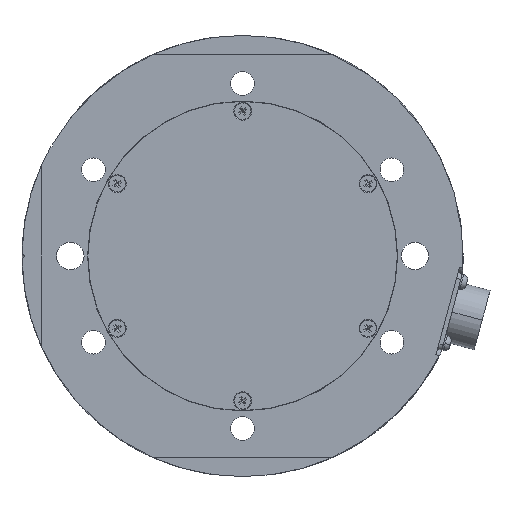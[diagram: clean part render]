
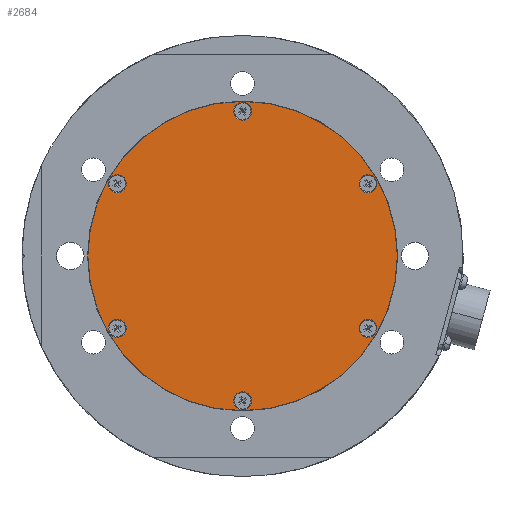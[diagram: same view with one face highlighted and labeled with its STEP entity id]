
A CAD part, front view. The second image highlights one B-rep face of the part: STEP entity #2684.
In plain terms, the highlighted planar face has unit normal (0, -1, 0).
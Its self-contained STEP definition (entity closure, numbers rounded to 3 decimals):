
#389 = DIRECTION ( 'NONE',  ( -1., 0., 0. ) ) ;
#559 = EDGE_LOOP ( 'NONE', ( #39436, #46384 ) ) ;
#2138 = CARTESIAN_POINT ( 'NONE',  ( -45.466, -34.5, -26.25 ) ) ;
#2253 = FACE_BOUND ( 'NONE', #50551, .T. ) ;
#2684 = ADVANCED_FACE ( 'NONE', ( #58228, #2253, #14841, #42678, #54881, #40999, #27056 ), #62274, .T. ) ;
#3775 = AXIS2_PLACEMENT_3D ( 'NONE', #56764, #25430, #62075 ) ;
#4125 = CIRCLE ( 'NONE', #50359, 3.25 ) ;
#4290 = EDGE_LOOP ( 'NONE', ( #57020, #32749 ) ) ;
#4601 = VERTEX_POINT ( 'NONE', #50981 ) ;
#4927 = EDGE_CURVE ( 'NONE', #16936, #24621, #57715, .T. ) ;
#5094 = CIRCLE ( 'NONE', #11762, 3.25 ) ;
#5999 = DIRECTION ( 'NONE',  ( 0., -1., 0. ) ) ;
#6088 = CARTESIAN_POINT ( 'NONE',  ( -42.216, -34.5, -26.25 ) ) ;
#6172 = ORIENTED_EDGE ( 'NONE', *, *, #42164, .F. ) ;
#6602 = DIRECTION ( 'NONE',  ( 0., -1., 0. ) ) ;
#7454 = AXIS2_PLACEMENT_3D ( 'NONE', #38064, #6602, #43416 ) ;
#7503 = DIRECTION ( 'NONE',  ( -1., 0., 0. ) ) ;
#7792 = CIRCLE ( 'NONE', #16577, 3.25 ) ;
#8303 = EDGE_CURVE ( 'NONE', #4601, #15223, #44261, .T. ) ;
#8356 = DIRECTION ( 'NONE',  ( 0., -1., 0. ) ) ;
#9336 = ORIENTED_EDGE ( 'NONE', *, *, #40680, .F. ) ;
#10669 = CIRCLE ( 'NONE', #19256, 3.25 ) ;
#11003 = CARTESIAN_POINT ( 'NONE',  ( -48.716, -34.5, 26.25 ) ) ;
#11762 = AXIS2_PLACEMENT_3D ( 'NONE', #56308, #24971, #61596 ) ;
#12177 = CIRCLE ( 'NONE', #7454, 3.25 ) ;
#12676 = CARTESIAN_POINT ( 'NONE',  ( 56.1, -34.5, 0. ) ) ;
#14229 = CARTESIAN_POINT ( 'NONE',  ( 0., -34.5, -52.5 ) ) ;
#14253 = CARTESIAN_POINT ( 'NONE',  ( 3.25, -34.5, 52.5 ) ) ;
#14683 = DIRECTION ( 'NONE',  ( 0., -1., 0. ) ) ;
#14841 = FACE_BOUND ( 'NONE', #54443, .T. ) ;
#14957 = AXIS2_PLACEMENT_3D ( 'NONE', #2138, #38952, #7503 ) ;
#15055 = AXIS2_PLACEMENT_3D ( 'NONE', #18352, #54889, #23613 ) ;
#15223 = VERTEX_POINT ( 'NONE', #57912 ) ;
#15265 = EDGE_CURVE ( 'NONE', #20062, #43216, #33119, .T. ) ;
#15688 = CARTESIAN_POINT ( 'NONE',  ( -48.716, -34.5, -26.25 ) ) ;
#16577 = AXIS2_PLACEMENT_3D ( 'NONE', #63394, #31982, #389 ) ;
#16936 = VERTEX_POINT ( 'NONE', #64033 ) ;
#17478 = DIRECTION ( 'NONE',  ( 0., -1., 0. ) ) ;
#17669 = AXIS2_PLACEMENT_3D ( 'NONE', #48848, #17478, #54059 ) ;
#18352 = CARTESIAN_POINT ( 'NONE',  ( 45.466, -34.5, -26.25 ) ) ;
#18384 = DIRECTION ( 'NONE',  ( 0., -1., 0. ) ) ;
#19256 = AXIS2_PLACEMENT_3D ( 'NONE', #21537, #58063, #26672 ) ;
#19527 = DIRECTION ( 'NONE',  ( -1., 0., 0. ) ) ;
#20062 = VERTEX_POINT ( 'NONE', #25168 ) ;
#21537 = CARTESIAN_POINT ( 'NONE',  ( 0., -34.5, 52.5 ) ) ;
#21697 = EDGE_CURVE ( 'NONE', #15223, #4601, #67001, .T. ) ;
#21876 = ORIENTED_EDGE ( 'NONE', *, *, #67201, .F. ) ;
#23391 = EDGE_CURVE ( 'NONE', #48455, #66520, #35877, .T. ) ;
#23613 = DIRECTION ( 'NONE',  ( -1., 0., 0. ) ) ;
#23751 = ORIENTED_EDGE ( 'NONE', *, *, #8303, .F. ) ;
#24621 = VERTEX_POINT ( 'NONE', #12676 ) ;
#24971 = DIRECTION ( 'NONE',  ( 0., -1., 0. ) ) ;
#25107 = CARTESIAN_POINT ( 'NONE',  ( 3.25, -34.5, -52.5 ) ) ;
#25168 = CARTESIAN_POINT ( 'NONE',  ( -42.216, -34.5, 26.25 ) ) ;
#25430 = DIRECTION ( 'NONE',  ( 0., -1., 0. ) ) ;
#26672 = DIRECTION ( 'NONE',  ( -1., 0., 0. ) ) ;
#27056 = FACE_OUTER_BOUND ( 'NONE', #53084, .T. ) ;
#27577 = ORIENTED_EDGE ( 'NONE', *, *, #4927, .T. ) ;
#27912 = DIRECTION ( 'NONE',  ( 0., -1., 0. ) ) ;
#28703 = EDGE_CURVE ( 'NONE', #43216, #20062, #7792, .T. ) ;
#29807 = CARTESIAN_POINT ( 'NONE',  ( 0., -34.5, 52.5 ) ) ;
#30851 = CARTESIAN_POINT ( 'NONE',  ( -3.25, -34.5, 52.5 ) ) ;
#30999 = CIRCLE ( 'NONE', #3775, 56.1 ) ;
#31914 = EDGE_CURVE ( 'NONE', #50109, #43120, #5094, .T. ) ;
#31982 = DIRECTION ( 'NONE',  ( 0., -1., 0. ) ) ;
#32749 = ORIENTED_EDGE ( 'NONE', *, *, #15265, .F. ) ;
#33119 = CIRCLE ( 'NONE', #36850, 3.25 ) ;
#35133 = DIRECTION ( 'NONE',  ( -1., 0., 0. ) ) ;
#35459 = VERTEX_POINT ( 'NONE', #30851 ) ;
#35815 = AXIS2_PLACEMENT_3D ( 'NONE', #39811, #8356, #45143 ) ;
#35877 = CIRCLE ( 'NONE', #15055, 3.25 ) ;
#36850 = AXIS2_PLACEMENT_3D ( 'NONE', #37495, #5999, #42826 ) ;
#37495 = CARTESIAN_POINT ( 'NONE',  ( -45.466, -34.5, 26.25 ) ) ;
#38064 = CARTESIAN_POINT ( 'NONE',  ( 45.466, -34.5, -26.25 ) ) ;
#38952 = DIRECTION ( 'NONE',  ( 0., -1., 0. ) ) ;
#39436 = ORIENTED_EDGE ( 'NONE', *, *, #44361, .F. ) ;
#39811 = CARTESIAN_POINT ( 'NONE',  ( 0., -34.5, 0. ) ) ;
#39880 = CIRCLE ( 'NONE', #14957, 3.25 ) ;
#40680 = EDGE_CURVE ( 'NONE', #35459, #53494, #4125, .T. ) ;
#40999 = FACE_BOUND ( 'NONE', #559, .T. ) ;
#42164 = EDGE_CURVE ( 'NONE', #53494, #35459, #10669, .T. ) ;
#42624 = CIRCLE ( 'NONE', #52676, 3.25 ) ;
#42678 = FACE_BOUND ( 'NONE', #53262, .T. ) ;
#42826 = DIRECTION ( 'NONE',  ( -1., 0., 0. ) ) ;
#43120 = VERTEX_POINT ( 'NONE', #15688 ) ;
#43216 = VERTEX_POINT ( 'NONE', #11003 ) ;
#43416 = DIRECTION ( 'NONE',  ( -1., 0., 0. ) ) ;
#43450 = EDGE_CURVE ( 'NONE', #58887, #49432, #44159, .T. ) ;
#43845 = AXIS2_PLACEMENT_3D ( 'NONE', #56060, #18384, #46494 ) ;
#44159 = CIRCLE ( 'NONE', #67982, 3.25 ) ;
#44261 = CIRCLE ( 'NONE', #17669, 3.25 ) ;
#44361 = EDGE_CURVE ( 'NONE', #43120, #50109, #39880, .T. ) ;
#45143 = DIRECTION ( 'NONE',  ( -1., 0., 0. ) ) ;
#46026 = CARTESIAN_POINT ( 'NONE',  ( 0., -34.5, -52.5 ) ) ;
#46384 = ORIENTED_EDGE ( 'NONE', *, *, #31914, .F. ) ;
#46494 = DIRECTION ( 'NONE',  ( -1., 0., 0. ) ) ;
#47473 = AXIS2_PLACEMENT_3D ( 'NONE', #59291, #27912, #64590 ) ;
#47487 = CARTESIAN_POINT ( 'NONE',  ( 42.216, -34.5, -26.25 ) ) ;
#48455 = VERTEX_POINT ( 'NONE', #47487 ) ;
#48602 = ORIENTED_EDGE ( 'NONE', *, *, #23391, .F. ) ;
#48848 = CARTESIAN_POINT ( 'NONE',  ( 45.466, -34.5, 26.25 ) ) ;
#49432 = VERTEX_POINT ( 'NONE', #25107 ) ;
#50109 = VERTEX_POINT ( 'NONE', #6088 ) ;
#50359 = AXIS2_PLACEMENT_3D ( 'NONE', #29807, #66540, #35133 ) ;
#50551 = EDGE_LOOP ( 'NONE', ( #48602, #21876 ) ) ;
#50807 = ORIENTED_EDGE ( 'NONE', *, *, #53636, .T. ) ;
#50889 = DIRECTION ( 'NONE',  ( 0., -1., 0. ) ) ;
#50981 = CARTESIAN_POINT ( 'NONE',  ( 42.216, -34.5, 26.25 ) ) ;
#51276 = ORIENTED_EDGE ( 'NONE', *, *, #21697, .F. ) ;
#51298 = DIRECTION ( 'NONE',  ( -1., 0., 0. ) ) ;
#51380 = ORIENTED_EDGE ( 'NONE', *, *, #43450, .F. ) ;
#52676 = AXIS2_PLACEMENT_3D ( 'NONE', #46026, #14683, #51298 ) ;
#53084 = EDGE_LOOP ( 'NONE', ( #50807, #27577 ) ) ;
#53262 = EDGE_LOOP ( 'NONE', ( #9336, #6172 ) ) ;
#53321 = CARTESIAN_POINT ( 'NONE',  ( -3.25, -34.5, -52.5 ) ) ;
#53494 = VERTEX_POINT ( 'NONE', #14253 ) ;
#53605 = ORIENTED_EDGE ( 'NONE', *, *, #62856, .F. ) ;
#53636 = EDGE_CURVE ( 'NONE', #24621, #16936, #30999, .T. ) ;
#54059 = DIRECTION ( 'NONE',  ( -1., 0., 0. ) ) ;
#54443 = EDGE_LOOP ( 'NONE', ( #23751, #51276 ) ) ;
#54714 = EDGE_LOOP ( 'NONE', ( #51380, #53605 ) ) ;
#54881 = FACE_BOUND ( 'NONE', #4290, .T. ) ;
#54889 = DIRECTION ( 'NONE',  ( 0., -1., 0. ) ) ;
#56060 = CARTESIAN_POINT ( 'NONE',  ( 0., -34.5, 0. ) ) ;
#56308 = CARTESIAN_POINT ( 'NONE',  ( -45.466, -34.5, -26.25 ) ) ;
#56764 = CARTESIAN_POINT ( 'NONE',  ( 0., -34.5, 0. ) ) ;
#57020 = ORIENTED_EDGE ( 'NONE', *, *, #28703, .F. ) ;
#57715 = CIRCLE ( 'NONE', #35815, 56.1 ) ;
#57912 = CARTESIAN_POINT ( 'NONE',  ( 48.716, -34.5, 26.25 ) ) ;
#58063 = DIRECTION ( 'NONE',  ( 0., -1., 0. ) ) ;
#58146 = CARTESIAN_POINT ( 'NONE',  ( 48.716, -34.5, -26.25 ) ) ;
#58228 = FACE_BOUND ( 'NONE', #54714, .T. ) ;
#58887 = VERTEX_POINT ( 'NONE', #53321 ) ;
#59291 = CARTESIAN_POINT ( 'NONE',  ( 45.466, -34.5, 26.25 ) ) ;
#61596 = DIRECTION ( 'NONE',  ( -1., 0., 0. ) ) ;
#62075 = DIRECTION ( 'NONE',  ( -1., 0., 0. ) ) ;
#62274 = PLANE ( 'NONE',  #43845 ) ;
#62856 = EDGE_CURVE ( 'NONE', #49432, #58887, #42624, .T. ) ;
#63394 = CARTESIAN_POINT ( 'NONE',  ( -45.466, -34.5, 26.25 ) ) ;
#64033 = CARTESIAN_POINT ( 'NONE',  ( -56.1, -34.5, 0. ) ) ;
#64590 = DIRECTION ( 'NONE',  ( -1., 0., 0. ) ) ;
#66520 = VERTEX_POINT ( 'NONE', #58146 ) ;
#66540 = DIRECTION ( 'NONE',  ( 0., -1., 0. ) ) ;
#67001 = CIRCLE ( 'NONE', #47473, 3.25 ) ;
#67201 = EDGE_CURVE ( 'NONE', #66520, #48455, #12177, .T. ) ;
#67982 = AXIS2_PLACEMENT_3D ( 'NONE', #14229, #50889, #19527 ) ;
